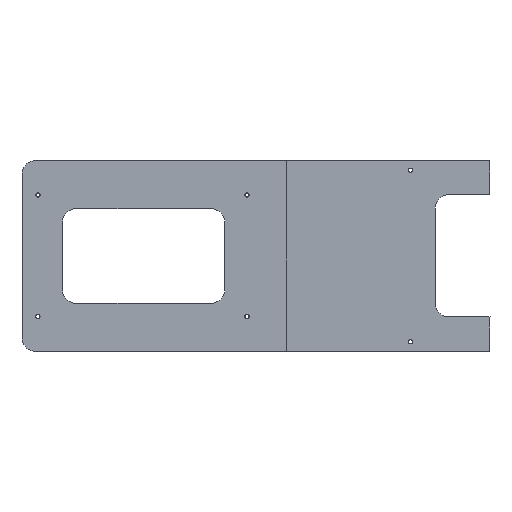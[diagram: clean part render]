
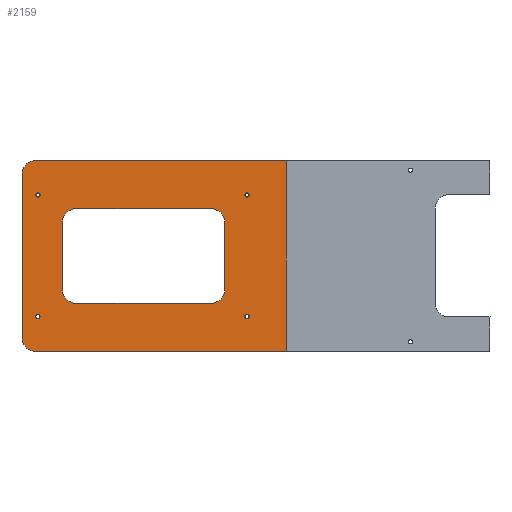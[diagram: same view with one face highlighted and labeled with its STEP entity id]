
A CAD part, top view. The second image highlights one B-rep face of the part: STEP entity #2159.
In plain terms, the highlighted planar face has unit normal (0, 0, 1).
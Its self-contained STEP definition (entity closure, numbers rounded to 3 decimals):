
#27=FACE_BOUND('',#328,.T.);
#28=FACE_BOUND('',#329,.T.);
#29=FACE_BOUND('',#330,.T.);
#30=FACE_BOUND('',#331,.T.);
#31=FACE_BOUND('',#332,.T.);
#91=PLANE('',#2382);
#207=FACE_OUTER_BOUND('',#327,.T.);
#327=EDGE_LOOP('',(#1959,#1960,#1961,#1962,#1963,#1964));
#328=EDGE_LOOP('',(#1965));
#329=EDGE_LOOP('',(#1966));
#330=EDGE_LOOP('',(#1967));
#331=EDGE_LOOP('',(#1968));
#332=EDGE_LOOP('',(#1969,#1970,#1971,#1972,#1973,#1974,#1975,#1976));
#491=LINE('',#3478,#705);
#527=LINE('',#3575,#741);
#531=LINE('',#3587,#745);
#535=LINE('',#3599,#749);
#539=LINE('',#3611,#753);
#543=LINE('',#3621,#757);
#545=LINE('',#3626,#759);
#549=LINE('',#3638,#763);
#705=VECTOR('',#2850,10.);
#741=VECTOR('',#2940,10.);
#745=VECTOR('',#2952,10.);
#749=VECTOR('',#2964,10.);
#753=VECTOR('',#2976,10.);
#757=VECTOR('',#2988,10.);
#759=VECTOR('',#2992,10.);
#763=VECTOR('',#3004,10.);
#827=CIRCLE('',#2311,1.595);
#830=CIRCLE('',#2316,1.595);
#833=CIRCLE('',#2321,1.595);
#836=CIRCLE('',#2326,1.595);
#852=CIRCLE('',#2360,10.);
#854=CIRCLE('',#2364,10.);
#856=CIRCLE('',#2368,10.);
#858=CIRCLE('',#2372,10.);
#860=CIRCLE('',#2377,10.);
#862=CIRCLE('',#2381,10.);
#1001=VERTEX_POINT('',#3436);
#1004=VERTEX_POINT('',#3446);
#1007=VERTEX_POINT('',#3456);
#1010=VERTEX_POINT('',#3466);
#1013=VERTEX_POINT('',#3476);
#1014=VERTEX_POINT('',#3477);
#1047=VERTEX_POINT('',#3572);
#1048=VERTEX_POINT('',#3574);
#1050=VERTEX_POINT('',#3580);
#1052=VERTEX_POINT('',#3586);
#1054=VERTEX_POINT('',#3592);
#1056=VERTEX_POINT('',#3598);
#1058=VERTEX_POINT('',#3604);
#1060=VERTEX_POINT('',#3610);
#1062=VERTEX_POINT('',#3619);
#1064=VERTEX_POINT('',#3625);
#1066=VERTEX_POINT('',#3631);
#1068=VERTEX_POINT('',#3637);
#1277=EDGE_CURVE('',#1001,#1001,#827,.T.);
#1282=EDGE_CURVE('',#1004,#1004,#830,.T.);
#1287=EDGE_CURVE('',#1007,#1007,#833,.T.);
#1292=EDGE_CURVE('',#1010,#1010,#836,.T.);
#1297=EDGE_CURVE('',#1013,#1014,#491,.T.);
#1345=EDGE_CURVE('',#1048,#1047,#527,.T.);
#1348=EDGE_CURVE('',#1050,#1048,#852,.T.);
#1351=EDGE_CURVE('',#1052,#1050,#531,.T.);
#1354=EDGE_CURVE('',#1054,#1052,#854,.T.);
#1357=EDGE_CURVE('',#1056,#1054,#535,.T.);
#1360=EDGE_CURVE('',#1058,#1056,#856,.T.);
#1363=EDGE_CURVE('',#1060,#1058,#539,.T.);
#1366=EDGE_CURVE('',#1047,#1060,#858,.T.);
#1369=EDGE_CURVE('',#1062,#1013,#543,.T.);
#1371=EDGE_CURVE('',#1064,#1014,#545,.T.);
#1374=EDGE_CURVE('',#1066,#1064,#860,.T.);
#1377=EDGE_CURVE('',#1068,#1066,#549,.T.);
#1380=EDGE_CURVE('',#1062,#1068,#862,.T.);
#1959=ORIENTED_EDGE('',*,*,#1380,.T.);
#1960=ORIENTED_EDGE('',*,*,#1377,.T.);
#1961=ORIENTED_EDGE('',*,*,#1374,.T.);
#1962=ORIENTED_EDGE('',*,*,#1371,.T.);
#1963=ORIENTED_EDGE('',*,*,#1297,.F.);
#1964=ORIENTED_EDGE('',*,*,#1369,.F.);
#1965=ORIENTED_EDGE('',*,*,#1277,.T.);
#1966=ORIENTED_EDGE('',*,*,#1282,.T.);
#1967=ORIENTED_EDGE('',*,*,#1287,.T.);
#1968=ORIENTED_EDGE('',*,*,#1292,.T.);
#1969=ORIENTED_EDGE('',*,*,#1366,.T.);
#1970=ORIENTED_EDGE('',*,*,#1363,.T.);
#1971=ORIENTED_EDGE('',*,*,#1360,.T.);
#1972=ORIENTED_EDGE('',*,*,#1357,.T.);
#1973=ORIENTED_EDGE('',*,*,#1354,.T.);
#1974=ORIENTED_EDGE('',*,*,#1351,.T.);
#1975=ORIENTED_EDGE('',*,*,#1348,.T.);
#1976=ORIENTED_EDGE('',*,*,#1345,.T.);
#2159=ADVANCED_FACE('',(#207,#27,#28,#29,#30,#31),#91,.T.);
#2311=AXIS2_PLACEMENT_3D('',#3437,#2802,#2803);
#2316=AXIS2_PLACEMENT_3D('',#3447,#2814,#2815);
#2321=AXIS2_PLACEMENT_3D('',#3457,#2826,#2827);
#2326=AXIS2_PLACEMENT_3D('',#3467,#2838,#2839);
#2360=AXIS2_PLACEMENT_3D('',#3581,#2946,#2947);
#2364=AXIS2_PLACEMENT_3D('',#3593,#2958,#2959);
#2368=AXIS2_PLACEMENT_3D('',#3605,#2970,#2971);
#2372=AXIS2_PLACEMENT_3D('',#3615,#2982,#2983);
#2377=AXIS2_PLACEMENT_3D('',#3632,#2998,#2999);
#2381=AXIS2_PLACEMENT_3D('',#3642,#3010,#3011);
#2382=AXIS2_PLACEMENT_3D('',#3643,#3012,#3013);
#2802=DIRECTION('center_axis',(0.,0.,-1.));
#2803=DIRECTION('ref_axis',(1.,0.,0.));
#2814=DIRECTION('center_axis',(0.,0.,-1.));
#2815=DIRECTION('ref_axis',(1.,0.,0.));
#2826=DIRECTION('center_axis',(0.,0.,-1.));
#2827=DIRECTION('ref_axis',(1.,0.,0.));
#2838=DIRECTION('center_axis',(0.,0.,-1.));
#2839=DIRECTION('ref_axis',(1.,0.,0.));
#2850=DIRECTION('',(0.,-1.,0.));
#2940=DIRECTION('',(0.,-1.,0.));
#2946=DIRECTION('center_axis',(0.,0.,-1.));
#2947=DIRECTION('ref_axis',(1.,0.,0.));
#2952=DIRECTION('',(1.,0.,0.));
#2958=DIRECTION('center_axis',(0.,0.,-1.));
#2959=DIRECTION('ref_axis',(0.,1.,0.));
#2964=DIRECTION('',(0.,1.,0.));
#2970=DIRECTION('center_axis',(0.,0.,-1.));
#2971=DIRECTION('ref_axis',(-1.,0.,0.));
#2976=DIRECTION('',(-1.,0.,0.));
#2982=DIRECTION('center_axis',(0.,0.,-1.));
#2983=DIRECTION('ref_axis',(0.,-1.,0.));
#2988=DIRECTION('',(1.,0.,0.));
#2992=DIRECTION('',(1.,0.,0.));
#2998=DIRECTION('center_axis',(0.,0.,1.));
#2999=DIRECTION('ref_axis',(-1.,0.,0.));
#3004=DIRECTION('',(0.,-1.,0.));
#3010=DIRECTION('center_axis',(0.,0.,1.));
#3011=DIRECTION('ref_axis',(0.,1.,0.));
#3012=DIRECTION('center_axis',(0.,0.,1.));
#3013=DIRECTION('ref_axis',(1.,0.,0.));
#3436=CARTESIAN_POINT('',(-85.526,-44.795,8.));
#3437=CARTESIAN_POINT('Origin',(-83.931,-44.795,8.));
#3446=CARTESIAN_POINT('',(-240.326,45.2,8.));
#3447=CARTESIAN_POINT('Origin',(-238.731,45.2,8.));
#3456=CARTESIAN_POINT('',(-85.526,45.2,8.));
#3457=CARTESIAN_POINT('Origin',(-83.931,45.2,8.));
#3466=CARTESIAN_POINT('',(-240.326,-44.795,8.));
#3467=CARTESIAN_POINT('Origin',(-238.731,-44.795,8.));
#3476=CARTESIAN_POINT('',(-54.837,70.5,8.));
#3477=CARTESIAN_POINT('',(-54.837,-70.5,8.));
#3478=CARTESIAN_POINT('',(-54.837,-35.25,8.));
#3572=CARTESIAN_POINT('',(-100.4,-25.,8.));
#3574=CARTESIAN_POINT('',(-100.4,25.,8.));
#3575=CARTESIAN_POINT('',(-100.4,-25.,8.));
#3580=CARTESIAN_POINT('',(-110.4,35.,8.));
#3581=CARTESIAN_POINT('Origin',(-110.4,25.,8.));
#3586=CARTESIAN_POINT('',(-210.6,35.,8.));
#3587=CARTESIAN_POINT('',(-110.4,35.,8.));
#3592=CARTESIAN_POINT('',(-220.6,25.,8.));
#3593=CARTESIAN_POINT('Origin',(-210.6,25.,8.));
#3598=CARTESIAN_POINT('',(-220.6,-25.,8.));
#3599=CARTESIAN_POINT('',(-220.6,25.,8.));
#3604=CARTESIAN_POINT('',(-210.6,-35.,8.));
#3605=CARTESIAN_POINT('Origin',(-210.6,-25.,8.));
#3610=CARTESIAN_POINT('',(-110.4,-35.,8.));
#3611=CARTESIAN_POINT('',(-210.6,-35.,8.));
#3615=CARTESIAN_POINT('Origin',(-110.4,-25.,8.));
#3619=CARTESIAN_POINT('',(-240.5,70.5,8.));
#3621=CARTESIAN_POINT('',(-63.128,70.5,8.));
#3625=CARTESIAN_POINT('',(-240.5,-70.5,8.));
#3626=CARTESIAN_POINT('',(-70.5,-70.5,8.));
#3631=CARTESIAN_POINT('',(-250.5,-60.5,8.));
#3632=CARTESIAN_POINT('Origin',(-240.5,-60.5,8.));
#3637=CARTESIAN_POINT('',(-250.5,60.5,8.));
#3638=CARTESIAN_POINT('',(-250.5,-60.5,8.));
#3642=CARTESIAN_POINT('Origin',(-240.5,60.5,8.));
#3643=CARTESIAN_POINT('Origin',(-155.,0.,
8.));
